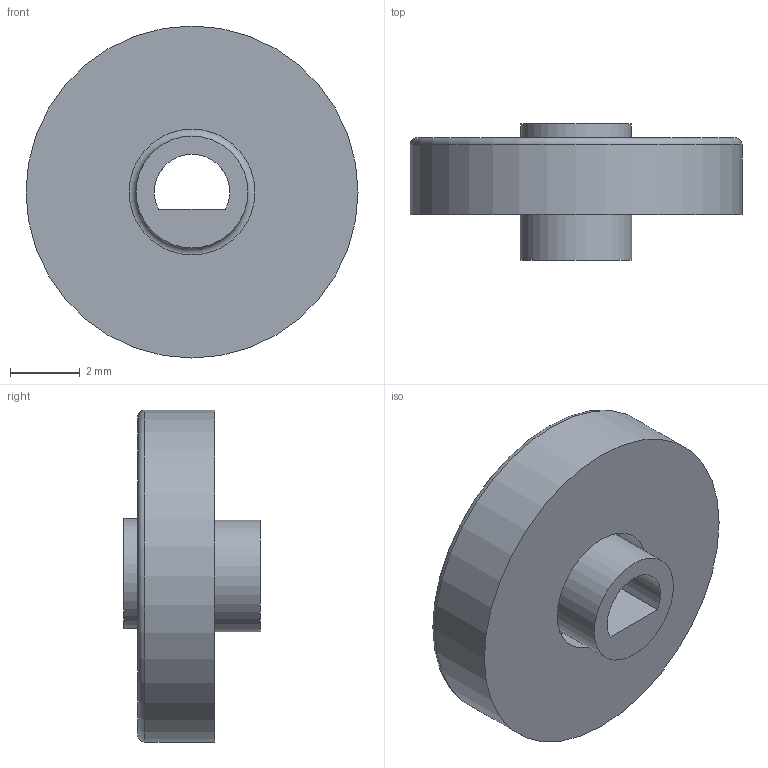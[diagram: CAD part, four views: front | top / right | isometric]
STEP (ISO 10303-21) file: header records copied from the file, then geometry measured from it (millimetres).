
FILE_DESCRIPTION(/* description */ (''),/* implementation_level */ '2;1');
FILE_NAME(/* name */ 'ActiveWheel.step',/* time_stamp */ '2023-05-02T14:52:09-04:00',/* author */ (''),/* organization */ (''),/* preprocessor_version */ 'ST-DEVELOPER v19.2',/* originating_system */ 'Autodesk Translation Framework v12.4.0.73',/* authorisation */ '');
FILE_SCHEMA (('AUTOMOTIVE_DESIGN { 1 0 10303 214 3 1 1 }'));
Length unit declared in the file: millimetre
Products named in the file (1): Mt_Mg Adapter V2
Bounding box: 9.5 x 3.9 x 9.5 mm (x, y, z)
Volume: 155.7 mm3; surface area: 260.4 mm2
Topology: 1 solids, 1 shells, 16 faces, 32 edges, 20 vertices
Faces by surface type: plane 7, cylinder 6, torus 2, cone 1
Full cylindrical faces by diameter (mm): 3.15 x1, 3.2 x1, 3.6 x1, 9.5 x1
Entity records: 456 total; most frequent: DIRECTION 81, CARTESIAN_POINT 73, ORIENTED_EDGE 64, AXIS2_PLACEMENT_3D 34, EDGE_CURVE 32, EDGE_LOOP 20, VERTEX_POINT 20, CIRCLE 17
